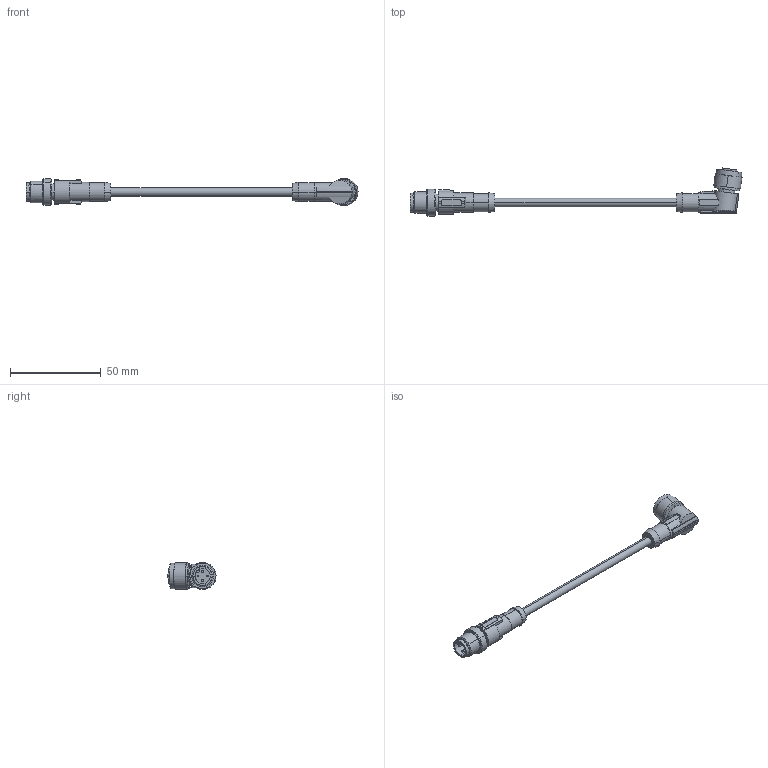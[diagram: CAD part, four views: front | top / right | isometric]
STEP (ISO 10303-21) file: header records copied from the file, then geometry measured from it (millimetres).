
FILE_DESCRIPTION(('SolidDesigner STEP Export'),'2;1');
FILE_NAME('1415624_SAC_4P_M12MS_1.5_PVC_M12FR_3L-select.stp','2015-01-30T10:52:13',(''),(''),'Creo Elements/Direct Modeling STEP processor for AP214 (Solid Model)','Creo Elements/Direct Modeling 18.1B 29-Sep-2012 (C) Parametric Technology GmbH','');
FILE_SCHEMA(('AUTOMOTIVE_DESIGN { 1 0 10303 214 1 1 1 1 }'));
Length unit declared in the file: millimetre
Products named in the file (2): 1415624_SAC_4P_M12MS_1.5_PVC_M12FR_3L-select
Assembly tree (1 placements, depth 2):
  1415624_SAC_4P_M12MS_1.5_PVC_M12FR_3L-select
    1415624_SAC_4P_M12MS_1.5_PVC_M12FR_3L-select
Bounding box: 182.96 x 26.49 x 14.79 mm (x, y, z)
Volume: 11076.6 mm3; surface area: 6784.4 mm2
Topology: 1 solids, 1 shells, 223 faces, 584 edges, 389 vertices
Faces by surface type: cylinder 94, plane 90, cone 39
Entity records: 10462 total; most frequent: CARTESIAN_POINT 3342, ORIENTED_EDGE 1168, DIRECTION 995, EDGE_CURVE 584, VERTEX_POINT 389, AXIS2_PLACEMENT_3D 362, VECTOR 271, LINE 271
